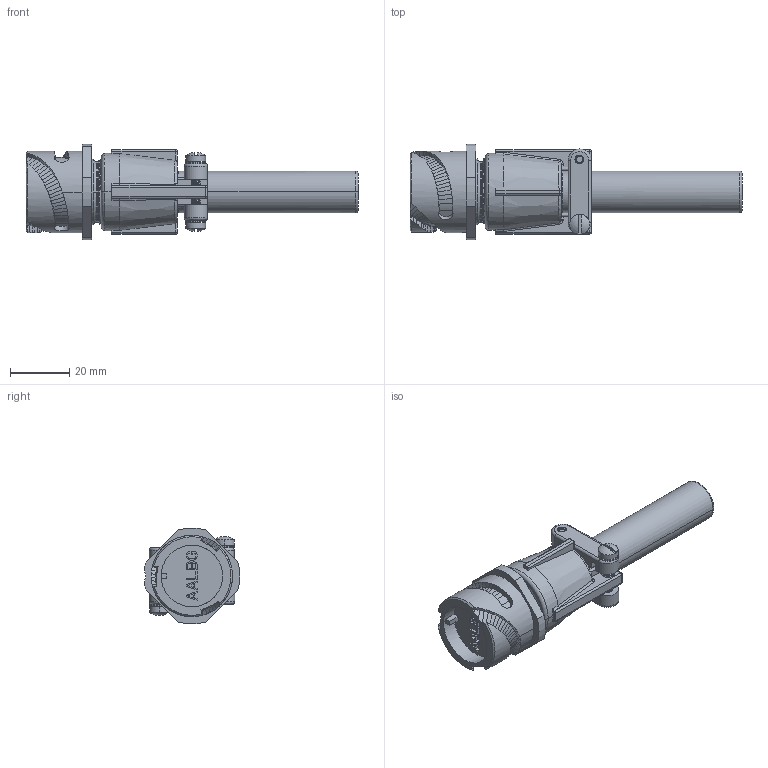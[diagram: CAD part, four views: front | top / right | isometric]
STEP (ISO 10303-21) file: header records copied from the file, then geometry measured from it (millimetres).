
FILE_DESCRIPTION((''),'2;1');
FILE_NAME('VG95234F-16_SW0001','2023-03-20T16:57:08',('paultorloting'),('NET AG system integration'),'CREO PARAMETRIC BY PTC INC, 2021404','CREO PARAMETRIC BY PTC INC, 2021404','');
FILE_SCHEMA(('AUTOMOTIVE_DESIGN { 1 0 10303 214 1 1 1 1 }'));
Products named in the file (1): VG95234F-16_SW0001
Bounding box: 111.8 x 32.2 x 32.3 mm (x, y, z)
Volume: 31532.6 mm3; surface area: 14384.7 mm2
Topology: 1 solids, 1 shells, 896 faces, 2380 edges, 1501 vertices
Faces by surface type: plane 376, bspline 250, cylinder 188, cone 39, torus 35, sphere 8
Entity records: 48462 total; most frequent: CARTESIAN_POINT 23187, ORIENTED_EDGE 4752, DIRECTION 3362, EDGE_CURVE 2376, VERTEX_POINT 1499, VECTOR 1329, LINE 1329, AXIS2_PLACEMENT_3D 1015
